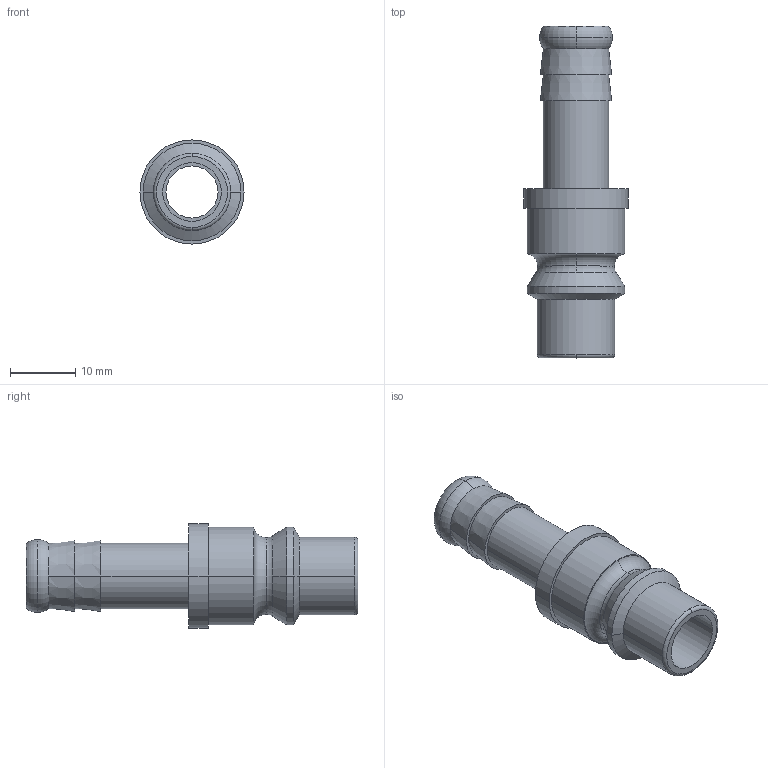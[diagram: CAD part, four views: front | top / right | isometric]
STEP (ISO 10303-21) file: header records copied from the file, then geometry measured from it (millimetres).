
FILE_DESCRIPTION(('STEP AP214'),'1');
FILE_NAME('esoig_10_ss.stp','2020-03-05T09:26:14',('TraceParts'),('TraceParts S.A.'),'Spatial InterOp 3D',' ',' ');
FILE_SCHEMA(('automotive_design'));
Length unit declared in the file: millimetre
Products named in the file (1): 1
Bounding box: 16 x 51 x 16 mm (x, y, z)
Volume: 3020.4 mm3; surface area: 3634.8 mm2
Topology: 1 solids, 1 shells, 41 faces, 92 edges, 58 vertices
Faces by surface type: cylinder 14, torus 10, cone 10, plane 7
Entity records: 1522 total; most frequent: DIRECTION 244, CARTESIAN_POINT 192, ORIENTED_EDGE 184, AXIS2_PLACEMENT_3D 110, EDGE_CURVE 92, CIRCLE 68, VERTEX_POINT 58, EDGE_LOOP 48
